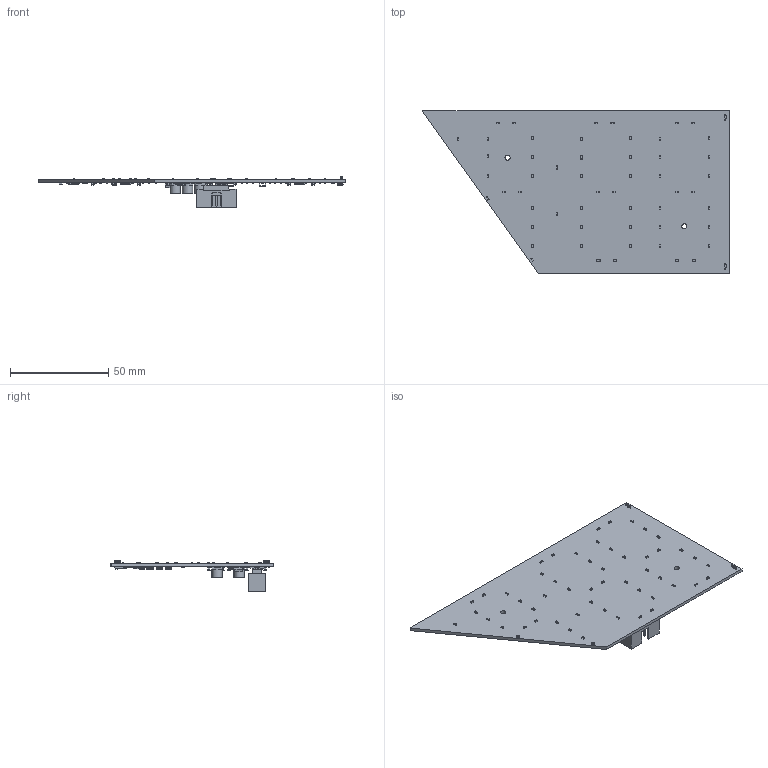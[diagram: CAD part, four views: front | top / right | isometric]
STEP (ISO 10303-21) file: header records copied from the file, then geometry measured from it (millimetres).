
FILE_DESCRIPTION(('Open CASCADE Model'),'2;1');
FILE_NAME('Open CASCADE Shape Model','2024-07-02T13:08:43',('Author'),( 'Open CASCADE'),'Open CASCADE STEP processor 7.5','Open CASCADE 7.5' ,'Unknown');
FILE_SCHEMA(('AUTOMOTIVE_DESIGN { 1 0 10303 214 1 1 1 1 }'));
Length unit declared in the file: millimetre
Products named in the file (181): PCB; Board; Open CASCADE STEP translator 7.5 1.1.1; D1; GS1M-LTP; Q2D1; 5985037888; RN3A; EXB-2HV331JV; Body; Pins; RN2A; RN1A; RN0A; R12; Resistor 0402; R10; R9; Q5; Q4; 5668487872; J1; 72454-010LF v2; R2E2; R2D2; TP9; 5668488352; TP8; TP7; TP6; TP5; TP4; TP3; TP2; TP1; R8; R3B2; D6; WL-SMCW SMT LED WURTH ELEKTRONIK 0603; Component1 ...
Assembly tree (337 placements, depth 5):
  PCB
    Board
      Open CASCADE STEP translator 7.5 1.1.1
    D1
      GS1M-LTP
    Q2D1
      5985037888
    RN3A
      EXB-2HV331JV
        Body
        Pins
    RN2A
      EXB-2HV331JV
        Body
        Pins
    RN1A
      EXB-2HV331JV
        Body
        Pins
    RN0A
      EXB-2HV331JV
        Body
        Pins
    R12
      Resistor 0402
    R10
      Resistor 0402
    R9
      Resistor 0402
    Q5
      5985037888
    Q4
      5668487872
    J1
      72454-010LF v2
    R2E2
      Resistor 0402
    R2D2
      Resistor 0402
    TP9
      5668488352
    TP8
      5668488352
    TP7
      5668488352
    TP6
      5668488352
    TP5
      5668488352
    TP4
      5668488352
    TP3
      5668488352
    TP2
      5668488352
    TP1
      5668488352
    R8
      Resistor 0402
    R3B2
Bounding box: 156.41 x 83 x 15.74 mm (x, y, z)
Volume: 18474.9 mm3; surface area: 25995.2 mm2
Topology: 1084 solids, 1084 shells, 13818 faces, 32984 edges, 21150 vertices
Faces by surface type: plane 8712, bspline 2871, cylinder 1971, sphere 264
Full cylindrical faces by diameter (mm): 0.023 x55, 0.071 x110, 2.6 x2, 5.231 x3
Entity records: 62518 total; most frequent: CARTESIAN_POINT 12274, DIRECTION 9328, ORIENTED_EDGE 9226, EDGE_CURVE 4613, LINE 3708, VECTOR 3708, VERTEX_POINT 2972, AXIS2_PLACEMENT_3D 2810
